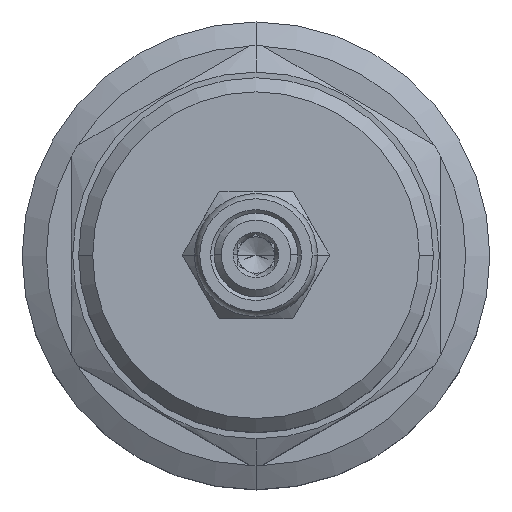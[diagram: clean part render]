
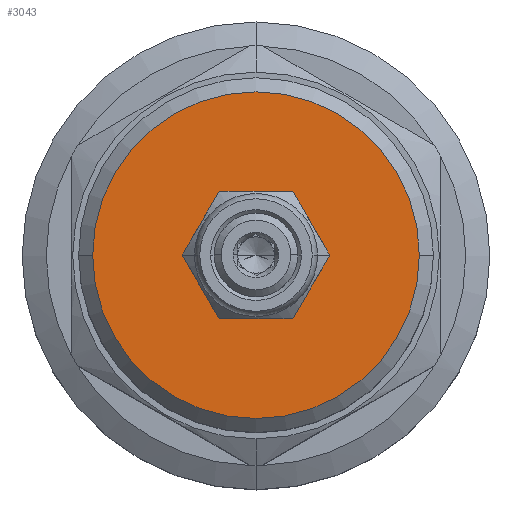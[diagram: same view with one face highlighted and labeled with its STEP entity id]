
A CAD part, top view. The second image highlights one B-rep face of the part: STEP entity #3043.
In plain terms, the highlighted planar face has unit normal (0, 0, 1).
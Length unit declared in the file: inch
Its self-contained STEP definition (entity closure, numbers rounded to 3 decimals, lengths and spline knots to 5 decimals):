
#644=CARTESIAN_POINT('',(0.,0.,2.378));
#645=DIRECTION('',(0.,0.,-1.));
#646=DIRECTION('',(1.,0.,0.));
#647=AXIS2_PLACEMENT_3D('',#644,#645,#646);
#649=CARTESIAN_POINT('',(0.,0.,2.378));
#650=DIRECTION('',(0.,0.,-1.));
#651=DIRECTION('',(-1.,0.,0.));
#652=AXIS2_PLACEMENT_3D('',#649,#650,#651);
#654=CARTESIAN_POINT('',(0.,0.,2.378));
#655=DIRECTION('',(0.,0.,1.));
#656=DIRECTION('',(-1.,0.,0.));
#657=AXIS2_PLACEMENT_3D('',#654,#655,#656);
#659=CARTESIAN_POINT('',(0.,0.,2.378));
#660=DIRECTION('',(0.,0.,1.));
#661=DIRECTION('',(1.,0.,0.));
#662=AXIS2_PLACEMENT_3D('',#659,#660,#661);
#2059=CARTESIAN_POINT('',(0.719,0.,2.378));
#2060=CARTESIAN_POINT('',(-0.719,0.,2.378));
#2061=VERTEX_POINT('',#2059);
#2062=VERTEX_POINT('',#2060);
#2107=CARTESIAN_POINT('',(-0.271,0.,2.378));
#2108=CARTESIAN_POINT('',(0.271,0.,2.378));
#2109=VERTEX_POINT('',#2107);
#2110=VERTEX_POINT('',#2108);
#3027=CARTESIAN_POINT('',(0.,0.,2.378));
#3028=DIRECTION('',(0.,0.,-1.));
#3029=DIRECTION('',(1.,0.,0.));
#3030=AXIS2_PLACEMENT_3D('',#3027,#3028,#3029);
#3031=PLANE('',#3030);
#3033=ORIENTED_EDGE('',*,*,#3032,.T.);
#3035=ORIENTED_EDGE('',*,*,#3034,.T.);
#3036=EDGE_LOOP('',(#3033,#3035));
#3037=FACE_OUTER_BOUND('',#3036,.F.);
#3039=ORIENTED_EDGE('',*,*,#3038,.T.);
#3040=ORIENTED_EDGE('',*,*,#3017,.T.);
#3041=EDGE_LOOP('',(#3039,#3040));
#3042=FACE_BOUND('',#3041,.F.);
#3043=ADVANCED_FACE('',(#3037,#3042),#3031,.F.);
#648=CIRCLE('',#647,0.719);
#653=CIRCLE('',#652,0.719);
#658=CIRCLE('',#657,0.271);
#663=CIRCLE('',#662,0.271);
#3017=EDGE_CURVE('',#2110,#2109,#663,.T.);
#3032=EDGE_CURVE('',#2061,#2062,#648,.T.);
#3034=EDGE_CURVE('',#2062,#2061,#653,.T.);
#3038=EDGE_CURVE('',#2109,#2110,#658,.T.);
